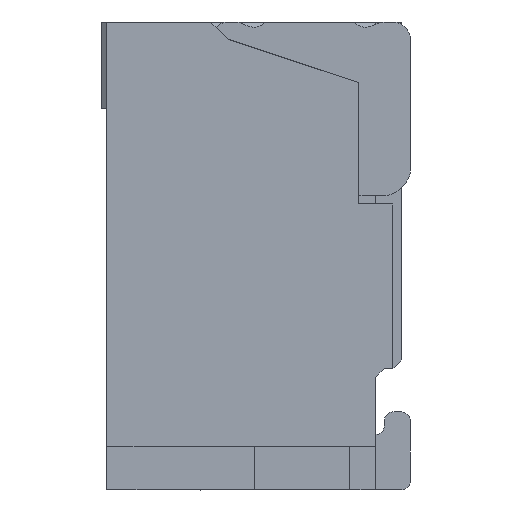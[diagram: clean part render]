
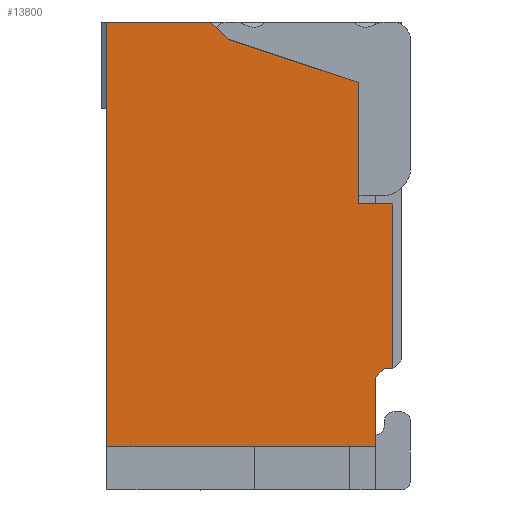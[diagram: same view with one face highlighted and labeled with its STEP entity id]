
A CAD part, left-side view. The second image highlights one B-rep face of the part: STEP entity #13800.
In plain terms, the highlighted planar face has unit normal (-1, 0, 0).
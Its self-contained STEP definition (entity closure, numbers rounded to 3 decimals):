
#11610=CARTESIAN_POINT('',(-17.5,0.05,1.65));
#11620=VERTEX_POINT('',#11610);
#11650=CARTESIAN_POINT('',(-17.5,0.25,1.65));
#11660=DIRECTION('',(0.,-1.,0.));
#11670=VECTOR('',#11660,0.2);
#11680=LINE('',#11650,#11670);
#11690=CARTESIAN_POINT('',(-17.5,0.25,1.65));
#11700=VERTEX_POINT('',#11690);
#11710=EDGE_CURVE('',#11700,#11620,#11680,.T.);
#12940=CARTESIAN_POINT('',(-17.5,0.049,2.701));
#12950=DIRECTION('',(-1.,0.,0.));
#12960=DIRECTION('',(0.,1.,0.));
#12970=AXIS2_PLACEMENT_3D('',#12940,#12950,#12960);
#12980=PLANE('',#12970);
#12990=CARTESIAN_POINT('',(-17.5,1.,2.6));
#13000=DIRECTION('',(0.,0.707,0.707));
#13010=VECTOR('',#13000,0.141);
#13020=LINE('',#12990,#13010);
#13030=CARTESIAN_POINT('',(-17.5,1.,2.6));
#13040=VERTEX_POINT('',#13030);
#13050=CARTESIAN_POINT('',(-17.5,1.1,2.7));
#13060=VERTEX_POINT('',#13050);
#13070=EDGE_CURVE('',#13040,#13060,#13020,.T.);
#13080=ORIENTED_EDGE('',*,*,#13070,.T.);
#13090=CARTESIAN_POINT('',(-17.5,0.25,2.35));
#13100=DIRECTION('',(0.,0.949,0.316));
#13110=VECTOR('',#13100,0.791);
#13120=LINE('',#13090,#13110);
#13130=CARTESIAN_POINT('',(-17.5,0.25,2.35));
#13140=VERTEX_POINT('',#13130);
#13150=EDGE_CURVE('',#13140,#13040,#13120,.T.);
#13160=ORIENTED_EDGE('',*,*,#13150,.T.);
#13170=CARTESIAN_POINT('',(-17.5,0.25,2.35));
#13180=DIRECTION('',(0.,0.,-1.));
#13190=VECTOR('',#13180,0.7);
#13200=LINE('',#13170,#13190);
#13210=EDGE_CURVE('',#13140,#11700,#13200,.T.);
#13220=ORIENTED_EDGE('',*,*,#13210,.F.);
#13230=ORIENTED_EDGE('',*,*,#11710,.F.);
#13240=CARTESIAN_POINT('',(-17.5,0.05,1.65));
#13250=DIRECTION('',(0.,0.,-1.));
#13260=VECTOR('',#13250,0.95);
#13270=LINE('',#13240,#13260);
#13280=CARTESIAN_POINT('',(-17.5,0.05,0.7));
#13290=VERTEX_POINT('',#13280);
#13300=EDGE_CURVE('',#11620,#13290,#13270,.T.);
#13310=ORIENTED_EDGE('',*,*,#13300,.F.);
#13320=CARTESIAN_POINT('',(-17.5,0.05,0.7));
#13330=DIRECTION('',(0.,1.,0.));
#13340=VECTOR('',#13330,0.05);
#13350=LINE('',#13320,#13340);
#13360=CARTESIAN_POINT('',(-17.5,0.1,0.7));
#13370=VERTEX_POINT('',#13360);
#13380=EDGE_CURVE('',#13290,#13370,#13350,.T.);
#13390=ORIENTED_EDGE('',*,*,#13380,.F.);
#13400=CARTESIAN_POINT('',(-17.5,0.15,0.65));
#13410=DIRECTION('',(0.,-0.707,0.707));
#13420=VECTOR('',#13410,0.071);
#13430=LINE('',#13400,#13420);
#13440=CARTESIAN_POINT('',(-17.5,0.15,0.65));
#13450=VERTEX_POINT('',#13440);
#13460=EDGE_CURVE('',#13450,#13370,#13430,.T.);
#13470=ORIENTED_EDGE('',*,*,#13460,.T.);
#13480=CARTESIAN_POINT('',(-17.5,0.15,0.));
#13490=DIRECTION('',(0.,0.,-1.));
#13500=VECTOR('',#13490,1.);
#13510=LINE('',#13480,#13500);
#13520=CARTESIAN_POINT('',(-17.5,0.15,0.25));
#13530=VERTEX_POINT('',#13520);
#13540=EDGE_CURVE('',#13450,#13530,#13510,.T.);
#13550=ORIENTED_EDGE('',*,*,#13540,.F.);
#13560=CARTESIAN_POINT('',(-17.5,0.,0.25));
#13570=DIRECTION('',(0.,-1.,0.));
#13580=VECTOR('',#13570,1.);
#13590=LINE('',#13560,#13580);
#13600=CARTESIAN_POINT('',(-17.5,1.7,0.25));
#13610=VERTEX_POINT('',#13600);
#13620=EDGE_CURVE('',#13610,#13530,#13590,.T.);
#13630=ORIENTED_EDGE('',*,*,#13620,.T.);
#13640=CARTESIAN_POINT('',(-17.5,1.7,0.));
#13650=DIRECTION('',(0.,0.,-1.));
#13660=VECTOR('',#13650,1.);
#13670=LINE('',#13640,#13660);
#13680=CARTESIAN_POINT('',(-17.5,1.7,2.7));
#13690=VERTEX_POINT('',#13680);
#13700=EDGE_CURVE('',#13690,#13610,#13670,.T.);
#13710=ORIENTED_EDGE('',*,*,#13700,.T.);
#13720=CARTESIAN_POINT('',(-17.5,1.7,2.7));
#13730=DIRECTION('',(0.,-1.,0.));
#13740=VECTOR('',#13730,0.6);
#13750=LINE('',#13720,#13740);
#13760=EDGE_CURVE('',#13690,#13060,#13750,.T.);
#13770=ORIENTED_EDGE('',*,*,#13760,.F.);
#13780=EDGE_LOOP('',(#13770,#13710,#13630,#13550,#13470,#13390,#13310,
#13230,#13220,#13160,#13080));
#13790=FACE_OUTER_BOUND('',#13780,.T.);
#13800=ADVANCED_FACE('',(#13790),#12980,.T.);
